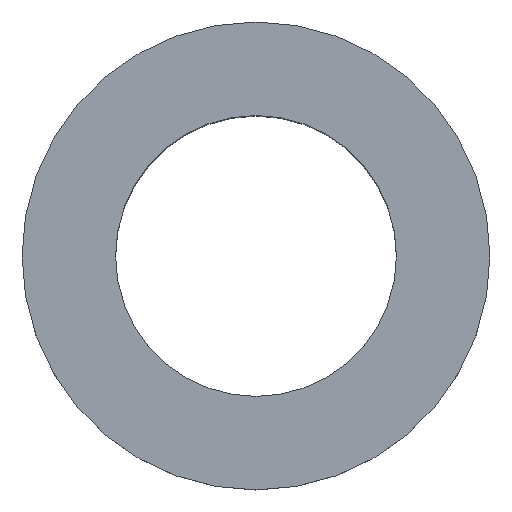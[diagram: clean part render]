
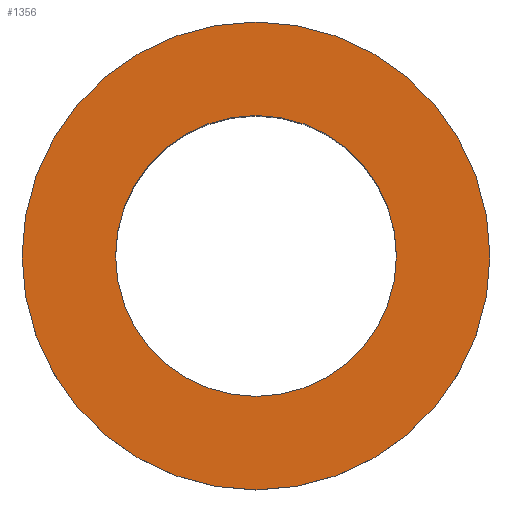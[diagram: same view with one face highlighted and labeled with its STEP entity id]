
A CAD part, top view. The second image highlights one B-rep face of the part: STEP entity #1356.
In plain terms, the highlighted planar face has unit normal (0, 0, 1).
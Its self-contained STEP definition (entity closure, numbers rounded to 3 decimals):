
#335 = VERTEX_POINT ( 'NONE', #668 ) ;
#480 = VERTEX_POINT ( 'NONE', #15930 ) ;
#594 = CIRCLE ( 'NONE', #12769, 2.5 ) ;
#668 = CARTESIAN_POINT ( 'NONE',  ( -2.5, 0., 3.365 ) ) ;
#884 = ORIENTED_EDGE ( 'NONE', *, *, #1415, .T. ) ;
#1131 = ORIENTED_EDGE ( 'NONE', *, *, #3166, .T. ) ;
#1185 = FACE_BOUND ( 'NONE', #16137, .T. ) ;
#1202 = DIRECTION ( 'NONE',  ( 1., 0., 0. ) ) ;
#1356 = ADVANCED_FACE ( 'NONE', ( #1185, #4784 ), #9888, .F. ) ;
#1415 = EDGE_CURVE ( 'NONE', #480, #8018, #16079, .T. ) ;
#1690 = AXIS2_PLACEMENT_3D ( 'NONE', #7622, #12724, #1202 ) ;
#2312 = AXIS2_PLACEMENT_3D ( 'NONE', #13582, #14983, #6012 ) ;
#2372 = DIRECTION ( 'NONE',  ( 0., 0., 1. ) ) ;
#3166 = EDGE_CURVE ( 'NONE', #8018, #480, #7166, .T. ) ;
#3235 = VERTEX_POINT ( 'NONE', #14759 ) ;
#3377 = EDGE_CURVE ( 'NONE', #335, #3235, #594, .T. ) ;
#3399 = CARTESIAN_POINT ( 'NONE',  ( 0., 2.5, 3.365 ) ) ;
#4784 = FACE_OUTER_BOUND ( 'NONE', #9365, .T. ) ;
#4967 = CARTESIAN_POINT ( 'NONE',  ( -4.165, 0., 3.365 ) ) ;
#6012 = DIRECTION ( 'NONE',  ( 1., 0., 0. ) ) ;
#7125 = DIRECTION ( 'NONE',  ( -1., 0., 0. ) ) ;
#7166 = CIRCLE ( 'NONE', #12870, 4.165 ) ;
#7355 = CARTESIAN_POINT ( 'NONE',  ( 0., 0., 3.365 ) ) ;
#7622 = CARTESIAN_POINT ( 'NONE',  ( 0., 0., 3.365 ) ) ;
#7707 = ORIENTED_EDGE ( 'NONE', *, *, #3377, .F. ) ;
#8018 = VERTEX_POINT ( 'NONE', #4967 ) ;
#8676 = DIRECTION ( 'NONE',  ( 0., 0., 1. ) ) ;
#8833 = AXIS2_PLACEMENT_3D ( 'NONE', #3399, #13571, #7125 ) ;
#9365 = EDGE_LOOP ( 'NONE', ( #884, #1131 ) ) ;
#9789 = EDGE_CURVE ( 'NONE', #3235, #335, #10542, .T. ) ;
#9888 = PLANE ( 'NONE',  #8833 ) ;
#10108 = DIRECTION ( 'NONE',  ( 1., 0., 0. ) ) ;
#10338 = ORIENTED_EDGE ( 'NONE', *, *, #9789, .F. ) ;
#10542 = CIRCLE ( 'NONE', #1690, 2.5 ) ;
#12613 = DIRECTION ( 'NONE',  ( 1., 0., 0. ) ) ;
#12724 = DIRECTION ( 'NONE',  ( 0., 0., 1. ) ) ;
#12769 = AXIS2_PLACEMENT_3D ( 'NONE', #7355, #8676, #10108 ) ;
#12870 = AXIS2_PLACEMENT_3D ( 'NONE', #16506, #2372, #12613 ) ;
#13571 = DIRECTION ( 'NONE',  ( 0., 0., -1. ) ) ;
#13582 = CARTESIAN_POINT ( 'NONE',  ( 0., 0., 3.365 ) ) ;
#14759 = CARTESIAN_POINT ( 'NONE',  ( 2.5, 0., 3.365 ) ) ;
#14983 = DIRECTION ( 'NONE',  ( 0., 0., 1. ) ) ;
#15930 = CARTESIAN_POINT ( 'NONE',  ( 4.165, 0., 3.365 ) ) ;
#16079 = CIRCLE ( 'NONE', #2312, 4.165 ) ;
#16137 = EDGE_LOOP ( 'NONE', ( #10338, #7707 ) ) ;
#16506 = CARTESIAN_POINT ( 'NONE',  ( 0., 0., 3.365 ) ) ;
